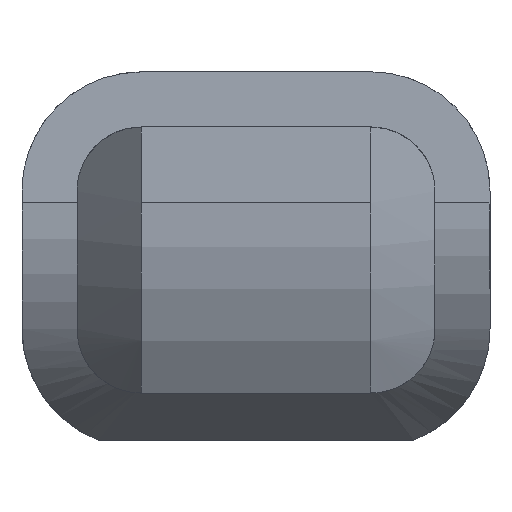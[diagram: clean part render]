
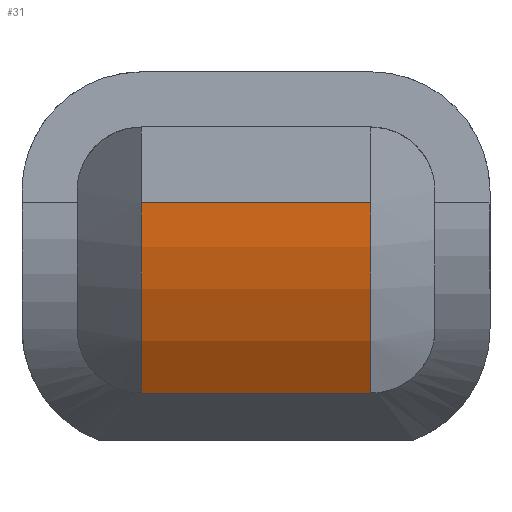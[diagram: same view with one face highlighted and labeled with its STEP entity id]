
A CAD part, front view. The second image highlights one B-rep face of the part: STEP entity #31.
In plain terms, the highlighted free-form (B-spline) face has degree [3, 1] with [23, 2] control points.
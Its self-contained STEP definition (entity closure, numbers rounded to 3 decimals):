
#31=ADVANCED_FACE('',(#57),#401,.T.);
#57=FACE_OUTER_BOUND('',#83,.T.);
#83=EDGE_LOOP('',(#159,#160,#161,#162));
#159=ORIENTED_EDGE('',*,*,#263,.T.);
#160=ORIENTED_EDGE('',*,*,#264,.F.);
#161=ORIENTED_EDGE('',*,*,#262,.F.);
#162=ORIENTED_EDGE('',*,*,#249,.T.);
#249=EDGE_CURVE('',#371,#376,#333,.T.);
#262=EDGE_CURVE('',#371,#385,#339,.T.);
#263=EDGE_CURVE('',#376,#386,#340,.T.);
#264=EDGE_CURVE('',#385,#386,#341,.T.);
#333=B_SPLINE_CURVE_WITH_KNOTS('',2,(#826,#827,#828),.UNSPECIFIED.,.F.,
 .F.,(3,3),(28.712,33.712),.UNSPECIFIED.);
#339=B_SPLINE_CURVE_WITH_KNOTS('',3,(#893,#894,#895,#896,#897,#898),
 .UNSPECIFIED.,.F.,.F.,(4,1,1,4),(-2.91,-1.41,0.119,
1.533),.UNSPECIFIED.);
#340=B_SPLINE_CURVE_WITH_KNOTS('',3,(#899,#900,#901,#902,#903,#904),
 .UNSPECIFIED.,.F.,.F.,(4,1,1,4),(-2.91,-1.41,0.119,
1.533),.UNSPECIFIED.);
#341=B_SPLINE_CURVE_WITH_KNOTS('',1,(#905,#906),.UNSPECIFIED.,.F.,.F.,(2,
2),(5.381,10.381),.UNSPECIFIED.);
#371=VERTEX_POINT('',#713);
#376=VERTEX_POINT('',#718);
#385=VERTEX_POINT('',#727);
#386=VERTEX_POINT('',#728);
#401=B_SPLINE_SURFACE_WITH_KNOTS('',3,1,((#542,#543),(#544,#545),(#546,
#547),(#548,#549),(#550,#551),(#552,#553),(#554,#555),(#556,#557),(#558,
#559),(#560,#561),(#562,#563),(#564,#565),(#566,#567),(#568,#569),(#570,
#571),(#572,#573),(#574,#575),(#576,#577),(#578,#579),(#580,#581),(#582,
#583),(#584,#585),(#586,#587)),.UNSPECIFIED.,.F.,.F.,.F.,(4,1,1,1,1,1,1,
1,1,1,1,1,1,1,1,1,1,1,1,1,4),(2,2),(120.496,121.909,123.439,
125.093,125.965,126.864,127.785,128.722,
130.613,132.478,134.261,136.043,137.908,
139.8,140.736,141.657,142.556,143.429,
145.083,146.612,148.026),(0.,17.343),
 .UNSPECIFIED.);
#542=CARTESIAN_POINT('',(-2.984,-11.5,-13.354));
#543=CARTESIAN_POINT('',(14.359,-11.5,-13.354));
#544=CARTESIAN_POINT('',(-2.984,-11.5,-13.825));
#545=CARTESIAN_POINT('',(14.359,-11.5,-13.825));
#546=CARTESIAN_POINT('',(-2.984,-11.396,-14.806));
#547=CARTESIAN_POINT('',(14.359,-11.396,-14.806));
#548=CARTESIAN_POINT('',(-2.984,-10.908,-16.269));
#549=CARTESIAN_POINT('',(14.359,-10.908,-16.269));
#550=CARTESIAN_POINT('',(-2.984,-10.207,-17.434));
#551=CARTESIAN_POINT('',(14.359,-10.207,-17.434));
#552=CARTESIAN_POINT('',(-2.984,-9.471,-18.309));
#553=CARTESIAN_POINT('',(14.359,-9.471,-18.309));
#554=CARTESIAN_POINT('',(-2.984,-8.824,-18.932));
#555=CARTESIAN_POINT('',(14.359,-8.824,-18.932));
#556=CARTESIAN_POINT('',(-2.984,-8.099,-19.499));
#557=CARTESIAN_POINT('',(14.359,-8.099,-19.499));
#558=CARTESIAN_POINT('',(-2.984,-7.042,-20.169));
#559=CARTESIAN_POINT('',(14.359,-7.042,-20.169));
#560=CARTESIAN_POINT('',(-2.984,-5.608,-20.811));
#561=CARTESIAN_POINT('',(14.359,-5.608,-20.811));
#562=CARTESIAN_POINT('',(-2.984,-3.81,-21.258));
#563=CARTESIAN_POINT('',(14.359,-3.81,-21.258));
#564=CARTESIAN_POINT('',(-2.984,-2.,-21.401));
#565=CARTESIAN_POINT('',(14.359,-2.,-21.401));
#566=CARTESIAN_POINT('',(-2.984,-0.19,-21.258));
#567=CARTESIAN_POINT('',(14.359,-0.19,-21.258));
#568=CARTESIAN_POINT('',(-2.984,1.608,-20.811));
#569=CARTESIAN_POINT('',(14.359,1.608,-20.811));
#570=CARTESIAN_POINT('',(-2.984,3.042,-20.169));
#571=CARTESIAN_POINT('',(14.359,3.042,-20.169));
#572=CARTESIAN_POINT('',(-2.984,4.099,-19.499));
#573=CARTESIAN_POINT('',(14.359,4.099,-19.499));
#574=CARTESIAN_POINT('',(-2.984,4.824,-18.932));
#575=CARTESIAN_POINT('',(14.359,4.824,-18.932));
#576=CARTESIAN_POINT('',(-2.984,5.471,-18.309));
#577=CARTESIAN_POINT('',(14.359,5.471,-18.309));
#578=CARTESIAN_POINT('',(-2.984,6.208,-17.434));
#579=CARTESIAN_POINT('',(14.359,6.208,-17.434));
#580=CARTESIAN_POINT('',(-2.984,6.908,-16.269));
#581=CARTESIAN_POINT('',(14.359,6.908,-16.269));
#582=CARTESIAN_POINT('',(-2.984,7.396,-14.806));
#583=CARTESIAN_POINT('',(14.359,7.396,-14.806));
#584=CARTESIAN_POINT('',(-2.984,7.5,-13.825));
#585=CARTESIAN_POINT('',(14.359,7.5,-13.825));
#586=CARTESIAN_POINT('',(-2.984,7.5,-13.354));
#587=CARTESIAN_POINT('',(14.359,7.5,-13.354));
#713=CARTESIAN_POINT('',(2.397,-10.118,-17.5));
#718=CARTESIAN_POINT('',(7.397,-10.118,-17.5));
#727=CARTESIAN_POINT('',(2.397,-11.5,-13.354));
#728=CARTESIAN_POINT('',(7.397,-11.5,-13.354));
#826=CARTESIAN_POINT('',(2.397,-10.118,-17.5));
#827=CARTESIAN_POINT('',(4.897,-10.118,-17.5));
#828=CARTESIAN_POINT('',(7.397,-10.118,-17.5));
#893=CARTESIAN_POINT('',(2.397,-10.118,-17.5));
#894=CARTESIAN_POINT('',(2.397,-10.411,-17.095));
#895=CARTESIAN_POINT('',(2.397,-10.924,-16.22));
#896=CARTESIAN_POINT('',(2.397,-11.396,-14.806));
#897=CARTESIAN_POINT('',(2.397,-11.5,-13.825));
#898=CARTESIAN_POINT('',(2.397,-11.5,-13.354));
#899=CARTESIAN_POINT('',(7.397,-10.118,-17.5));
#900=CARTESIAN_POINT('',(7.397,-10.411,-17.095));
#901=CARTESIAN_POINT('',(7.397,-10.924,-16.22));
#902=CARTESIAN_POINT('',(7.397,-11.396,-14.806));
#903=CARTESIAN_POINT('',(7.397,-11.5,-13.825));
#904=CARTESIAN_POINT('',(7.397,-11.5,-13.354));
#905=CARTESIAN_POINT('',(2.397,-11.5,-13.354));
#906=CARTESIAN_POINT('',(7.397,-11.5,-13.354));
